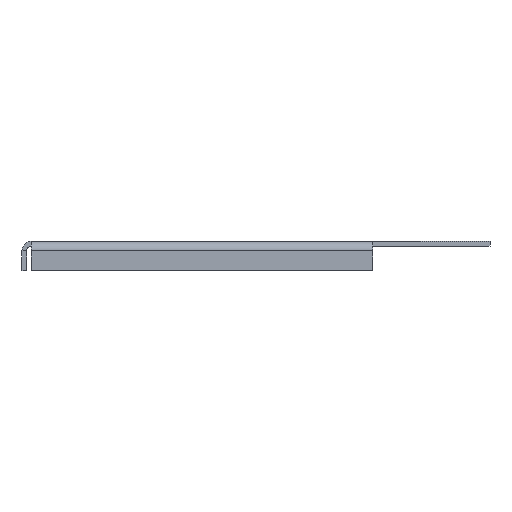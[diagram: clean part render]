
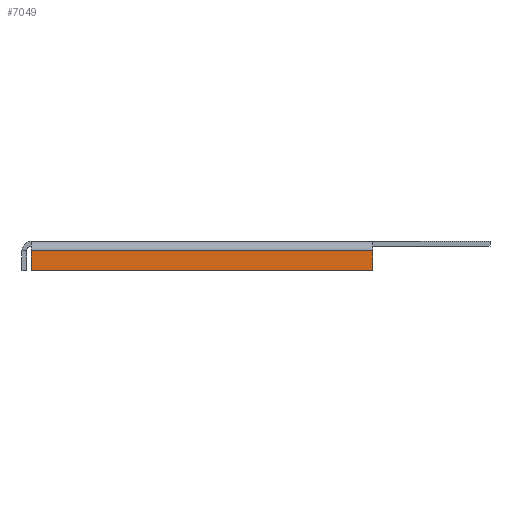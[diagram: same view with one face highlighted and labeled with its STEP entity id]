
A CAD part, left-side view. The second image highlights one B-rep face of the part: STEP entity #7049.
In plain terms, the highlighted planar face has unit normal (-1, 0, 0).
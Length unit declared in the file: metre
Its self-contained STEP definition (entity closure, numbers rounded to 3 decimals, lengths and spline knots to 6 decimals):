
#948=LINE('',#11014,#1892);
#951=LINE('',#11020,#1895);
#954=LINE('',#11026,#1898);
#957=LINE('',#11031,#1901);
#1892=VECTOR('',#9050,1.);
#1895=VECTOR('',#9055,1.);
#1898=VECTOR('',#9060,1.);
#1901=VECTOR('',#9067,1.);
#3808=ORIENTED_EDGE('',*,*,#4817,.T.);
#3809=ORIENTED_EDGE('',*,*,#4811,.T.);
#3810=ORIENTED_EDGE('',*,*,#4808,.T.);
#3811=ORIENTED_EDGE('',*,*,#4814,.T.);
#4808=EDGE_CURVE('',#5468,#5466,#948,.T.);
#4811=EDGE_CURVE('',#5470,#5468,#951,.T.);
#4814=EDGE_CURVE('',#5466,#5464,#954,.T.);
#4817=EDGE_CURVE('',#5464,#5470,#957,.F.);
#5464=VERTEX_POINT('',#11006);
#5466=VERTEX_POINT('',#11012);
#5468=VERTEX_POINT('',#11015);
#5470=VERTEX_POINT('',#11021);
#5945=EDGE_LOOP('',(#3808,#3809,#3810,#3811));
#6393=FACE_BOUND('',#5945,.T.);
#6718=PLANE('',#7421);
#7049=ADVANCED_FACE('',(#6393),#6718,.F.);
#7421=AXIS2_PLACEMENT_3D('',#11030,#9065,#9066);
#9050=DIRECTION('',(0.,-1.,0.));
#9055=DIRECTION('',(0.,0.,-1.));
#9060=DIRECTION('',(0.,0.,1.));
#9065=DIRECTION('',(1.,0.,0.));
#9066=DIRECTION('',(0.,1.,0.));
#9067=DIRECTION('',(0.,-1.,0.));
#11006=CARTESIAN_POINT('',(-0.2286,-0.0508,-0.002032));
#11012=CARTESIAN_POINT('',(-0.2286,-0.0508,-0.010668));
#11014=CARTESIAN_POINT('',(-0.2286,0.023368,-0.010668));
#11015=CARTESIAN_POINT('',(-0.2286,0.097536,-0.010668));
#11020=CARTESIAN_POINT('',(-0.2286,0.097536,-0.004318));
#11021=CARTESIAN_POINT('',(-0.2286,0.097536,-0.002032));
#11026=CARTESIAN_POINT('',(-0.2286,-0.0508,-0.004318));
#11030=CARTESIAN_POINT('',(-0.2286,0.023368,-0.004318));
#11031=CARTESIAN_POINT('',(-0.2286,0.,-0.002032));
